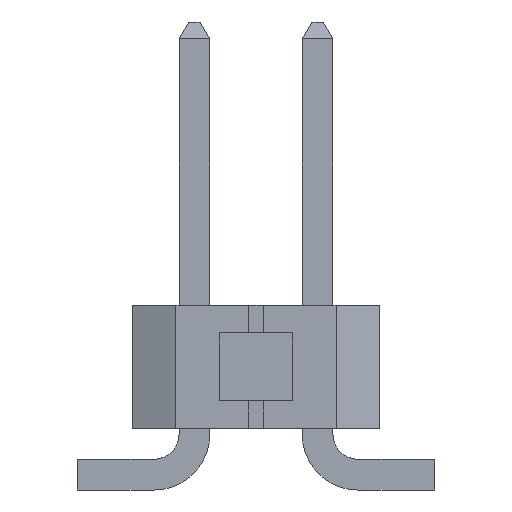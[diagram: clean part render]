
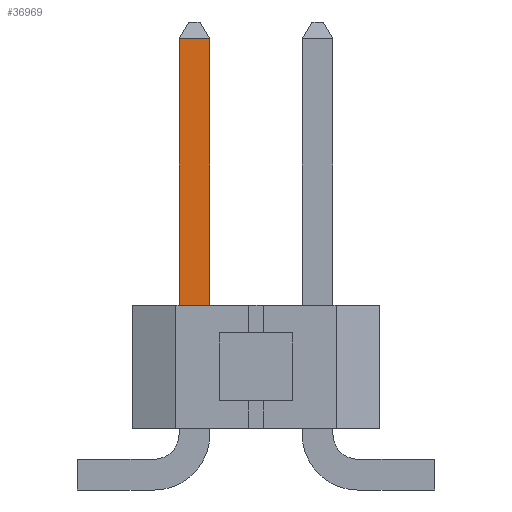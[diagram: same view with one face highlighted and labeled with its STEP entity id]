
A CAD part, left-side view. The second image highlights one B-rep face of the part: STEP entity #36969.
In plain terms, the highlighted planar face has unit normal (-1, 0, 0).
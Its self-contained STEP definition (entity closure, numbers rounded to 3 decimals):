
#360 = VECTOR ( 'NONE', #26585, 1000. ) ;
#2341 = CARTESIAN_POINT ( 'NONE',  ( -19.367, 0.953, 1.145 ) ) ;
#3388 = CARTESIAN_POINT ( 'NONE',  ( -19.367, 1.588, 9.65 ) ) ;
#4927 = VECTOR ( 'NONE', #8689, 1000. ) ;
#5820 = VECTOR ( 'NONE', #50574, 1000. ) ;
#5844 = VERTEX_POINT ( 'NONE', #11864 ) ;
#6131 = EDGE_CURVE ( 'NONE', #45877, #25536, #16198, .T. ) ;
#7875 = PLANE ( 'NONE',  #16405 ) ;
#8689 = DIRECTION ( 'NONE',  ( 0., 1., 0. ) ) ;
#10535 = ORIENTED_EDGE ( 'NONE', *, *, #35978, .T. ) ;
#11814 = ORIENTED_EDGE ( 'NONE', *, *, #42069, .F. ) ;
#11864 = CARTESIAN_POINT ( 'NONE',  ( -19.367, 1.588, 9.304 ) ) ;
#12169 = CARTESIAN_POINT ( 'NONE',  ( -19.367, 0.953, 3.81 ) ) ;
#16198 = LINE ( 'NONE', #46300, #5820 ) ;
#16405 = AXIS2_PLACEMENT_3D ( 'NONE', #26748, #50235, #38783 ) ;
#17701 = ORIENTED_EDGE ( 'NONE', *, *, #37002, .F. ) ;
#21304 = VERTEX_POINT ( 'NONE', #41054 ) ;
#22354 = VECTOR ( 'NONE', #33655, 1000. ) ;
#25536 = VERTEX_POINT ( 'NONE', #45303 ) ;
#26585 = DIRECTION ( 'NONE',  ( 0., 0., 1. ) ) ;
#26748 = CARTESIAN_POINT ( 'NONE',  ( -19.367, 2.098, 1.145 ) ) ;
#29688 = LINE ( 'NONE', #3388, #360 ) ;
#30323 = FACE_OUTER_BOUND ( 'NONE', #34339, .T. ) ;
#30479 = ORIENTED_EDGE ( 'NONE', *, *, #6131, .F. ) ;
#33655 = DIRECTION ( 'NONE',  ( 0., 0., -1. ) ) ;
#34339 = EDGE_LOOP ( 'NONE', ( #11814, #10535, #17701, #30479 ) ) ;
#35811 = LINE ( 'NONE', #2341, #22354 ) ;
#35978 = EDGE_CURVE ( 'NONE', #21304, #5844, #36143, .T. ) ;
#36143 = LINE ( 'NONE', #40237, #4927 ) ;
#36969 = ADVANCED_FACE ( 'NONE', ( #30323 ), #7875, .F. ) ;
#37002 = EDGE_CURVE ( 'NONE', #25536, #5844, #29688, .T. ) ;
#38783 = DIRECTION ( 'NONE',  ( 0., 0., -1. ) ) ;
#40237 = CARTESIAN_POINT ( 'NONE',  ( -19.367, 2.098, 9.304 ) ) ;
#41054 = CARTESIAN_POINT ( 'NONE',  ( -19.367, 0.953, 9.304 ) ) ;
#42069 = EDGE_CURVE ( 'NONE', #21304, #45877, #35811, .T. ) ;
#45303 = CARTESIAN_POINT ( 'NONE',  ( -19.367, 1.588, 3.81 ) ) ;
#45877 = VERTEX_POINT ( 'NONE', #12169 ) ;
#46300 = CARTESIAN_POINT ( 'NONE',  ( -19.367, 0., 3.81 ) ) ;
#50235 = DIRECTION ( 'NONE',  ( 1., 0., 0. ) ) ;
#50574 = DIRECTION ( 'NONE',  ( 0., 1., 0. ) ) ;
